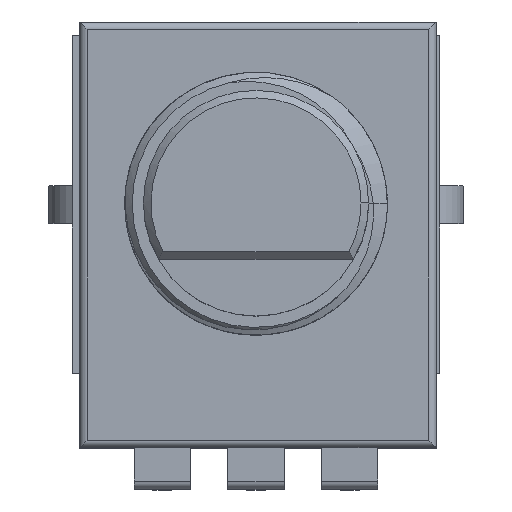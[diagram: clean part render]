
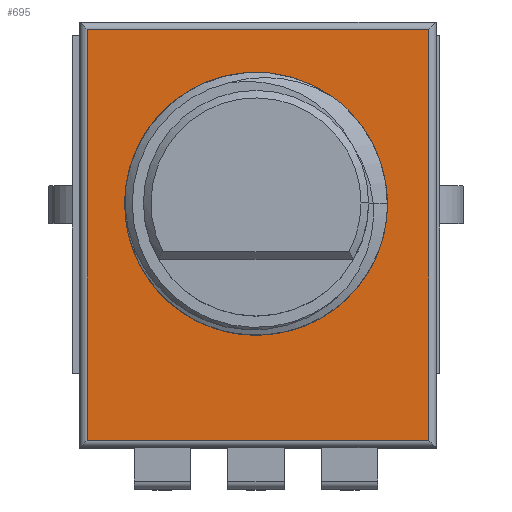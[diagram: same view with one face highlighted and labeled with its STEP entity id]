
A CAD part, top view. The second image highlights one B-rep face of the part: STEP entity #695.
In plain terms, the highlighted planar face has unit normal (0, 0, 1).
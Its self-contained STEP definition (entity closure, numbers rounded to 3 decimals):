
#577 = VERTEX_POINT('',#578);
#578 = CARTESIAN_POINT('',(-4.5,-6.3,9.8));
#585 = EDGE_CURVE('',#577,#586,#588,.T.);
#586 = VERTEX_POINT('',#587);
#587 = CARTESIAN_POINT('',(-4.5,4.65,9.8));
#588 = LINE('',#589,#590);
#589 = CARTESIAN_POINT('',(-4.5,-6.5,9.8));
#590 = VECTOR('',#591,1.);
#591 = DIRECTION('',(0.,1.,0.));
#675 = EDGE_CURVE('',#577,#676,#678,.T.);
#676 = VERTEX_POINT('',#677);
#677 = CARTESIAN_POINT('',(4.6,-6.3,9.8));
#678 = LINE('',#679,#680);
#679 = CARTESIAN_POINT('',(-4.7,-6.3,9.8));
#680 = VECTOR('',#681,1.);
#681 = DIRECTION('',(1.,0.,0.));
#695 = ADVANCED_FACE('',(#696),#714,.T.);
#696 = FACE_BOUND('',#697,.T.);
#697 = EDGE_LOOP('',(#698,#699,#700,#708));
#698 = ORIENTED_EDGE('',*,*,#585,.F.);
#699 = ORIENTED_EDGE('',*,*,#675,.T.);
#700 = ORIENTED_EDGE('',*,*,#701,.T.);
#701 = EDGE_CURVE('',#676,#702,#704,.T.);
#702 = VERTEX_POINT('',#703);
#703 = CARTESIAN_POINT('',(4.6,4.65,9.8));
#704 = LINE('',#705,#706);
#705 = CARTESIAN_POINT('',(4.6,-6.5,9.8));
#706 = VECTOR('',#707,1.);
#707 = DIRECTION('',(0.,1.,0.));
#708 = ORIENTED_EDGE('',*,*,#709,.F.);
#709 = EDGE_CURVE('',#586,#702,#710,.T.);
#710 = LINE('',#711,#712);
#711 = CARTESIAN_POINT('',(-4.7,4.65,9.8));
#712 = VECTOR('',#713,1.);
#713 = DIRECTION('',(1.,0.,0.));
#714 = PLANE('',#715);
#715 = AXIS2_PLACEMENT_3D('',#716,#717,#718);
#716 = CARTESIAN_POINT('',(-4.7,-6.5,9.8));
#717 = DIRECTION('',(0.,0.,1.));
#718 = DIRECTION('',(1.,0.,0.));
